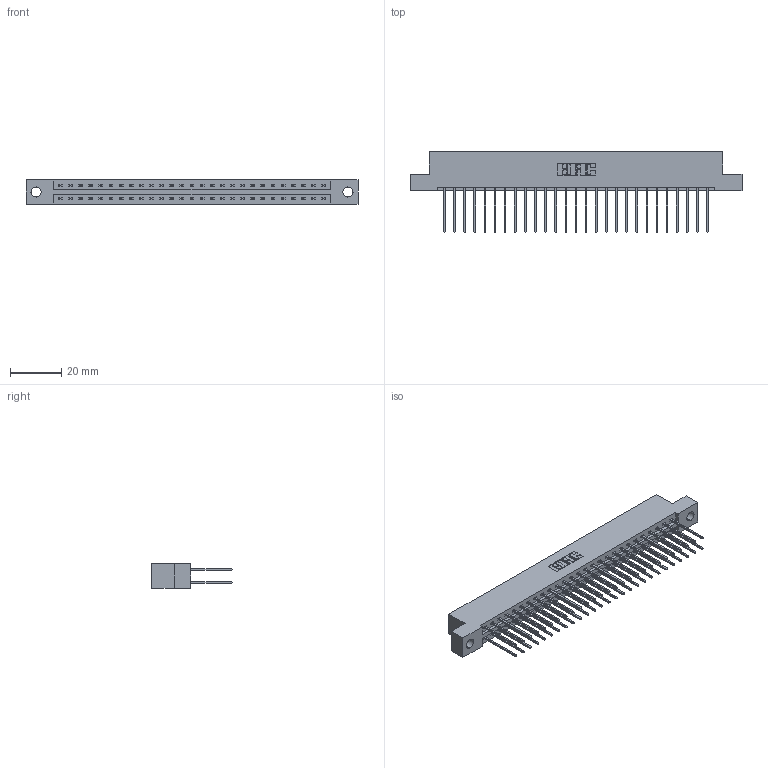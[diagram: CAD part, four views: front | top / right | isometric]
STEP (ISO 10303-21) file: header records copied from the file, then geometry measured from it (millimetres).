
FILE_DESCRIPTION (( 'STEP AP203' ), '1' );
FILE_NAME ('337-054-542-204.STEP', '2018-08-10T00:59:30', ( '' ), ( '' ), 'SwSTEP 2.0', 'SolidWorks 2016', '' );
FILE_SCHEMA (( 'CONFIG_CONTROL_DESIGN' ));
Length unit declared in the file: inch
Products named in the file (3): 337 Part_Flush Mounting Lugs - 0.156 Dia-TH; 345-292-001_345-293-142; 337-054-542-204
Assembly tree (55 placements, depth 2):
  337-054-542-204
    337 Part_Flush Mounting Lugs - 0.156 Dia-TH
    345-292-001_345-293-142  x54
Bounding box: 130 x 31.63 x 9.4 mm (x, y, z)
Volume: 13664.3 mm3; surface area: 16354.2 mm2
Topology: 55 solids, 55 shells, 3030 faces, 9005 edges, 5930 vertices
Faces by surface type: plane 2122, cylinder 908
Entity records: 22895 total; most frequent: CARTESIAN_POINT 3870, ORIENTED_EDGE 3806, DIRECTION 3319, EDGE_CURVE 1903, LINE 1775, VECTOR 1775, VERTEX_POINT 1266, AXIS2_PLACEMENT_3D 772
